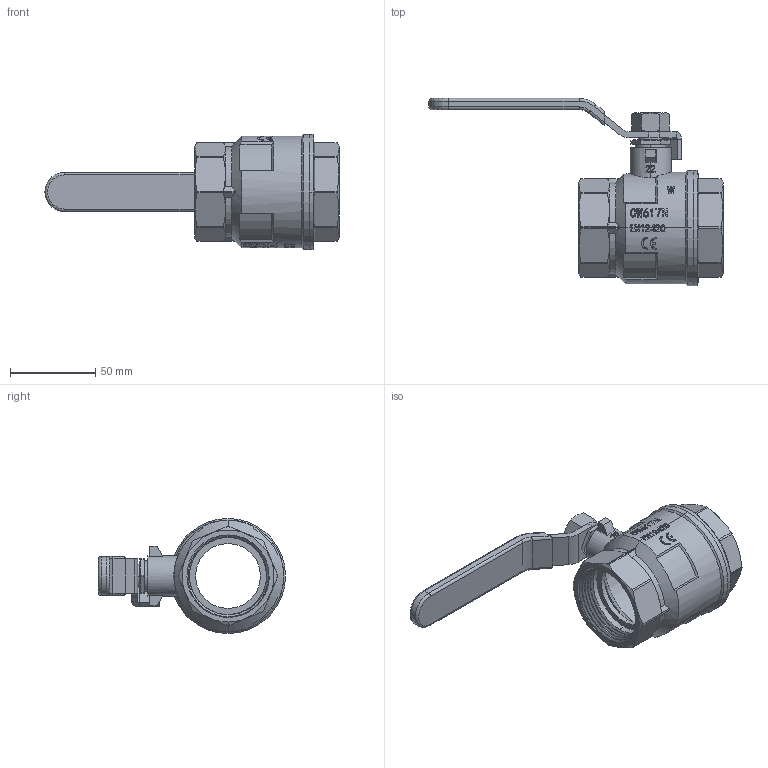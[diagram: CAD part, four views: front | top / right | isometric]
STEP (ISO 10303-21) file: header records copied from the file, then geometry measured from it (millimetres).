
FILE_DESCRIPTION(/* description */ ('Unknown','CAx-IF Rec.Pracs.---Representation and Presentation of Product Manufacturing Information (PMI)---4.0---2014-10-13','CAx-IF Rec.Pracs.---3D Tessellated Geometry---0.4---2014-09-14','2;1'),/* implementation_level */ '2;1');
FILE_NAME(/* name */ '600-08',/* time_stamp */ '2023-11-21T08:45:24+01:00',/* author */ ('Unknown'),/* organization */ ('Unknown'),/* preprocessor_version */ 'ST-DEVELOPER v18.102',/* originating_system */ 'Solid Edge',/* authorisation */ 'Unknown');
FILE_SCHEMA (('AP242_MANAGED_MODEL_BASED_3D_ENGINEERING_MIM_LF { 1 0 10303 442 1 1 4 }'));
Products named in the file (7): 10.33601.G40; 葩璃 10.33601.G40.0B5B-5990^10.33601.G40.CP5B-5990_10.33601.G40.0B5B-
5990; 葩璃 10.33601.G40.1^10.33601.G40.CP5B-5990_10.33601.G40.1B5B; 葩璃 10.33701.G32.4^10.33601.G40.CP5B-5990_10.33701.G32.4632; 葩璃 10.33601.G32.50^10.33601.G40.CP5B-5990_10.33601.G32.5032; 葩璃 10.33601.G32.7023-5990^10.33601.G40.CP5B-5990_10.33601.G32.7023-
5990; 葩璃 10.33601.G32.60^10.33601.G40.CP5B-5990_10.33601.G32.6032
Assembly tree (6 placements, depth 2):
  10.33601.G40
    葩璃 10.33601.G40.0B5B-5990^10.33601.G40.CP5B-5990_10.33601.G40.0B5B-
5990
    葩璃 10.33601.G40.1^10.33601.G40.CP5B-5990_10.33601.G40.1B5B
    葩璃 10.33701.G32.4^10.33601.G40.CP5B-5990_10.33701.G32.4632
    葩璃 10.33601.G32.50^10.33601.G40.CP5B-5990_10.33601.G32.5032
    葩璃 10.33601.G32.7023-5990^10.33601.G40.CP5B-5990_10.33601.G32.7023-
5990
    葩璃 10.33601.G32.60^10.33601.G40.CP5B-5990_10.33601.G32.6032
Bounding box: 172.5 x 109.75 x 67.5 mm (x, y, z)
Volume: 98328.8 mm3; surface area: 72444.3 mm2
Topology: 7 solids, 7 shells, 888 faces, 2391 edges, 1570 vertices
Faces by surface type: plane 375, cylinder 284, bspline 103, cone 96, torus 24, sphere 6
Entity records: 58244 total; most frequent: CARTESIAN_POINT 37918, ORIENTED_EDGE 4782, DIRECTION 3482, EDGE_CURVE 2391, VERTEX_POINT 1570, AXIS2_PLACEMENT_3D 1338, EDGE_LOOP 953, FACE_BOUND 953
